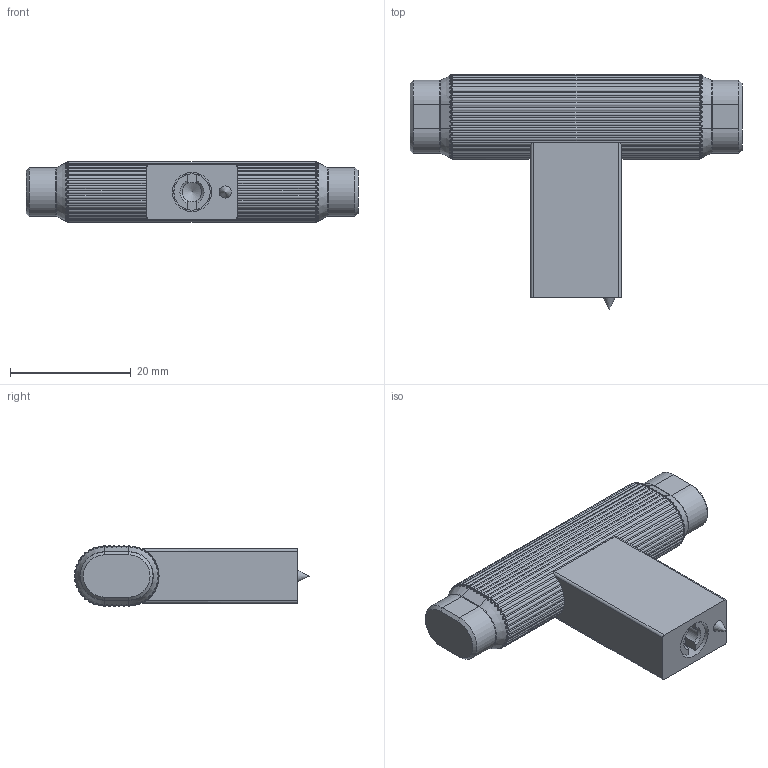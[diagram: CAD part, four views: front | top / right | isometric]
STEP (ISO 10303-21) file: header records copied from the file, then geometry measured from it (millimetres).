
FILE_DESCRIPTION(/* description */ (''),/* implementation_level */ '2;1');
FILE_NAME(/* name */ '0676_055_01.stp',/* time_stamp */ '2024-11-12T11:58:02+01:00',/* author */ ('mantolin'),/* organization */ (''),/* preprocessor_version */ 'ST-DEVELOPER v18.1',/* originating_system */ 'Autodesk Inventor 2022',/* authorisation */ '');
FILE_SCHEMA (('AUTOMOTIVE_DESIGN { 1 0 10303 214 3 1 1 }'));
Length unit declared in the file: millimetre
Products named in the file (4): 0676_T_00; 0676_T_Bar_00; 0676_T Foot_00; SCREW MF_32_00
Assembly tree (3 placements, depth 2):
  0676_T_00
    0676_T_Bar_00
    0676_T Foot_00
    SCREW MF_32_00
Bounding box: 55 x 39 x 10 mm (x, y, z)
Volume: 8981.6 mm3; surface area: 5123.6 mm2
Topology: 3 solids, 3 shells, 358 faces, 859 edges, 507 vertices
Faces by surface type: bspline 192, cylinder 118, plane 30, cone 14, torus 4
Full cylindrical faces by diameter (mm): 3.242 x2, 4 x2, 6 x1, 6.5 x1
Entity records: 26642 total; most frequent: CARTESIAN_POINT 19597, ORIENTED_EDGE 1712, DIRECTION 1088, EDGE_CURVE 856, VERTEX_POINT 507, AXIS2_PLACEMENT_3D 454, B_SPLINE_CURVE_WITH_KNOTS 377, EDGE_LOOP 363
